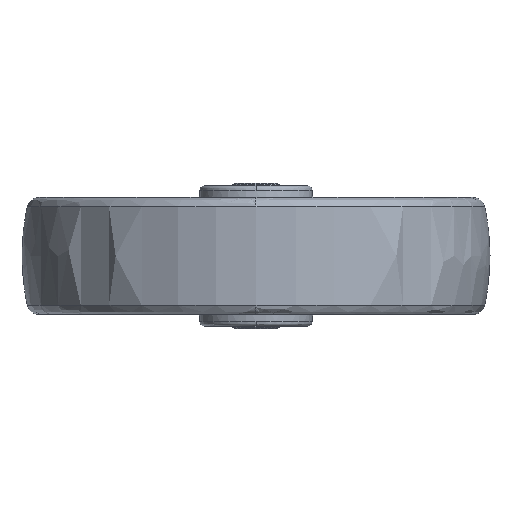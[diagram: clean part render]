
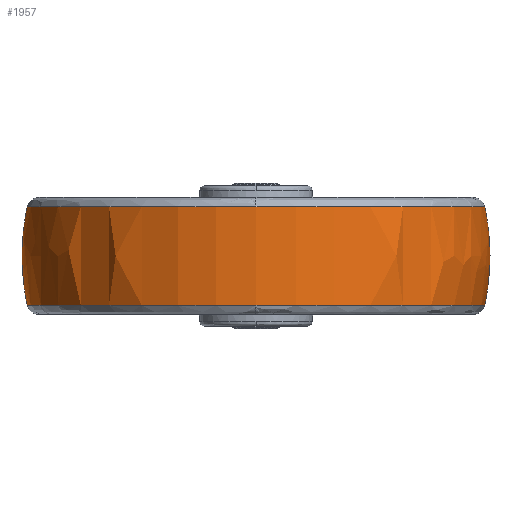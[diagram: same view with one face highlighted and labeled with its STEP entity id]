
A CAD part, left-side view. The second image highlights one B-rep face of the part: STEP entity #1957.
In plain terms, the highlighted free-form (B-spline) face has degree [3, 3] with [4, 4] control points.
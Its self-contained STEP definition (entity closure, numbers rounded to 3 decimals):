
#42 = CARTESIAN_POINT ( 'NONE',  ( 0., -100., 0. ) ) ;
#56 = CARTESIAN_POINT ( 'NONE',  ( -97.759, 0., 21.053 ) ) ;
#293 = EDGE_CURVE ( 'NONE', #2602, #1103, #957, .T. ) ;
#331 = CARTESIAN_POINT ( 'NONE',  ( 0., 100., 200. ) ) ;
#353 = DIRECTION ( 'NONE',  ( 1., 0., 0. ) ) ;
#356 = DIRECTION ( 'NONE',  ( -1., 0., 0. ) ) ;
#363 = DIRECTION ( 'NONE',  ( 1., 0., 0. ) ) ;
#366 = CARTESIAN_POINT ( 'NONE',  ( 0., 100., 0. ) ) ;
#395 = CARTESIAN_POINT ( 'NONE',  ( 0., 97.759, -21.053 ) ) ;
#407 = CARTESIAN_POINT ( 'NONE',  ( -400., 100., 200. ) ) ;
#423 = VERTEX_POINT ( 'NONE', #3095 ) ;
#476 = CARTESIAN_POINT ( 'NONE',  ( 0., -100., 0. ) ) ;
#507 = CARTESIAN_POINT ( 'NONE',  ( 0., 0., 0. ) ) ;
#577 = ORIENTED_EDGE ( 'NONE', *, *, #2815, .T. ) ;
#607 = AXIS2_PLACEMENT_3D ( 'NONE', #705, #1813, #1497 ) ;
#662 = CARTESIAN_POINT ( 'NONE',  ( 0., 100., 0. ) ) ;
#663 = AXIS2_PLACEMENT_3D ( 'NONE', #1177, #2015, #1529 ) ;
#679 = ORIENTED_EDGE ( 'NONE', *, *, #2157, .T. ) ;
#705 = CARTESIAN_POINT ( 'NONE',  ( 0., 0., 0. ) ) ;
#877 = AXIS2_PLACEMENT_3D ( 'NONE', #1989, #3084, #1689 ) ;
#887 = CARTESIAN_POINT ( 'NONE',  ( 0., 0., 0. ) ) ;
#957 = CIRCLE ( 'NONE', #1257, 100. ) ;
#963 = ORIENTED_EDGE ( 'NONE', *, *, #1695, .T. ) ;
#1097 = ORIENTED_EDGE ( 'NONE', *, *, #3241, .F. ) ;
#1101 = DIRECTION ( 'NONE',  ( 1., 0., 0. ) ) ;
#1103 = VERTEX_POINT ( 'NONE', #42 ) ;
#1114 = CIRCLE ( 'NONE', #663, 97.759 ) ;
#1177 = CARTESIAN_POINT ( 'NONE',  ( 0., 0., 21.053 ) ) ;
#1182 = CARTESIAN_POINT ( 'NONE',  ( 0., -97.759, -21.053 ) ) ;
#1211 = CARTESIAN_POINT ( 'NONE',  ( 0., 0., -21.053 ) ) ;
#1257 = AXIS2_PLACEMENT_3D ( 'NONE', #507, #1101, #1319 ) ;
#1265 = CIRCLE ( 'NONE', #1371, 97.759 ) ;
#1285 =( BOUNDED_SURFACE ( )  B_SPLINE_SURFACE ( 3, 3, ( 
 ( #2785, #366, #1463, #662 ),
 ( #1768, #2862, #407, #331 ),
 ( #3411, #1431, #1543, #2606 ),
 ( #3449, #476, #1843, #3486 ) ),
 .UNSPECIFIED., .F., .F., .F. ) 
 B_SPLINE_SURFACE_WITH_KNOTS ( ( 4, 4 ),
 ( 4, 4 ),
 ( 0., 1. ),
 ( 0., 1. ),
 .UNSPECIFIED. ) 
 GEOMETRIC_REPRESENTATION_ITEM ( )  RATIONAL_B_SPLINE_SURFACE ( (
 ( 1., 0.333, 0.333, 1.),
 ( 0.333, 0.111, 0.111, 0.333),
 ( 0.333, 0.111, 0.111, 0.333),
 ( 1., 0.333, 0.333, 1.) ) ) 
 REPRESENTATION_ITEM ( '' )  SURFACE ( )  );
#1319 = DIRECTION ( 'NONE',  ( 0., 1., 0. ) ) ;
#1371 = AXIS2_PLACEMENT_3D ( 'NONE', #1211, #2323, #3414 ) ;
#1431 = CARTESIAN_POINT ( 'NONE',  ( -400., -100., -200. ) ) ;
#1463 = CARTESIAN_POINT ( 'NONE',  ( 0., 100., 0. ) ) ;
#1464 = AXIS2_PLACEMENT_3D ( 'NONE', #2282, #2028, #353 ) ;
#1497 = DIRECTION ( 'NONE',  ( 0., 1., 0. ) ) ;
#1529 = DIRECTION ( 'NONE',  ( 1., 0., 0. ) ) ;
#1543 = CARTESIAN_POINT ( 'NONE',  ( -400., -100., 200. ) ) ;
#1546 = ORIENTED_EDGE ( 'NONE', *, *, #2133, .T. ) ;
#1585 = CARTESIAN_POINT ( 'NONE',  ( 0., -97.759, 21.053 ) ) ;
#1686 = CIRCLE ( 'NONE', #1464, 97.759 ) ;
#1689 = DIRECTION ( 'NONE',  ( 1., 0., 0. ) ) ;
#1694 = CIRCLE ( 'NONE', #3413, 100. ) ;
#1695 = EDGE_CURVE ( 'NONE', #2439, #2743, #1265, .T. ) ;
#1708 = FACE_OUTER_BOUND ( 'NONE', #2915, .T. ) ;
#1768 = CARTESIAN_POINT ( 'NONE',  ( 0., 100., -200. ) ) ;
#1813 = DIRECTION ( 'NONE',  ( -1., 0., 0. ) ) ;
#1843 = CARTESIAN_POINT ( 'NONE',  ( 0., -100., 0. ) ) ;
#1933 = EDGE_CURVE ( 'NONE', #2602, #2993, #2611, .T. ) ;
#1957 = ADVANCED_FACE ( 'NONE', ( #1708 ), #1285, .T. ) ;
#1989 = CARTESIAN_POINT ( 'NONE',  ( 0., 0., 21.053 ) ) ;
#2012 = DIRECTION ( 'NONE',  ( 0., 1., 0. ) ) ;
#2015 = DIRECTION ( 'NONE',  ( 0., 0., -1. ) ) ;
#2028 = DIRECTION ( 'NONE',  ( 0., 0., 1. ) ) ;
#2133 = EDGE_CURVE ( 'NONE', #2993, #2757, #1114, .T. ) ;
#2156 = CIRCLE ( 'NONE', #607, 100. ) ;
#2157 = EDGE_CURVE ( 'NONE', #2311, #1103, #2156, .T. ) ;
#2171 = ORIENTED_EDGE ( 'NONE', *, *, #3046, .T. ) ;
#2237 = CARTESIAN_POINT ( 'NONE',  ( -97.759, 0., -21.053 ) ) ;
#2282 = CARTESIAN_POINT ( 'NONE',  ( 0., 0., -21.053 ) ) ;
#2311 = VERTEX_POINT ( 'NONE', #1182 ) ;
#2323 = DIRECTION ( 'NONE',  ( 0., 0., 1. ) ) ;
#2439 = VERTEX_POINT ( 'NONE', #395 ) ;
#2545 = DIRECTION ( 'NONE',  ( 0., 1., 0. ) ) ;
#2602 = VERTEX_POINT ( 'NONE', #1585 ) ;
#2606 = CARTESIAN_POINT ( 'NONE',  ( 0., -100., 200. ) ) ;
#2611 = CIRCLE ( 'NONE', #877, 97.759 ) ;
#2667 = AXIS2_PLACEMENT_3D ( 'NONE', #887, #363, #2545 ) ;
#2689 = ORIENTED_EDGE ( 'NONE', *, *, #1933, .T. ) ;
#2743 = VERTEX_POINT ( 'NONE', #2237 ) ;
#2757 = VERTEX_POINT ( 'NONE', #3030 ) ;
#2785 = CARTESIAN_POINT ( 'NONE',  ( 0., 100., 0. ) ) ;
#2815 = EDGE_CURVE ( 'NONE', #423, #2439, #1694, .T. ) ;
#2862 = CARTESIAN_POINT ( 'NONE',  ( -400., 100., -200. ) ) ;
#2915 = EDGE_LOOP ( 'NONE', ( #1097, #577, #963, #2171, #679, #3132, #2689, #1546 ) ) ;
#2993 = VERTEX_POINT ( 'NONE', #56 ) ;
#3003 = CIRCLE ( 'NONE', #2667, 100. ) ;
#3030 = CARTESIAN_POINT ( 'NONE',  ( 0., 97.759, 21.053 ) ) ;
#3046 = EDGE_CURVE ( 'NONE', #2743, #2311, #1686, .T. ) ;
#3084 = DIRECTION ( 'NONE',  ( 0., 0., -1. ) ) ;
#3095 = CARTESIAN_POINT ( 'NONE',  ( 0., 100., 0. ) ) ;
#3132 = ORIENTED_EDGE ( 'NONE', *, *, #293, .F. ) ;
#3241 = EDGE_CURVE ( 'NONE', #423, #2757, #3003, .T. ) ;
#3361 = CARTESIAN_POINT ( 'NONE',  ( 0., 0., 0. ) ) ;
#3411 = CARTESIAN_POINT ( 'NONE',  ( 0., -100., -200. ) ) ;
#3413 = AXIS2_PLACEMENT_3D ( 'NONE', #3361, #356, #2012 ) ;
#3414 = DIRECTION ( 'NONE',  ( 1., 0., 0. ) ) ;
#3449 = CARTESIAN_POINT ( 'NONE',  ( 0., -100., 0. ) ) ;
#3486 = CARTESIAN_POINT ( 'NONE',  ( 0., -100., 0. ) ) ;
